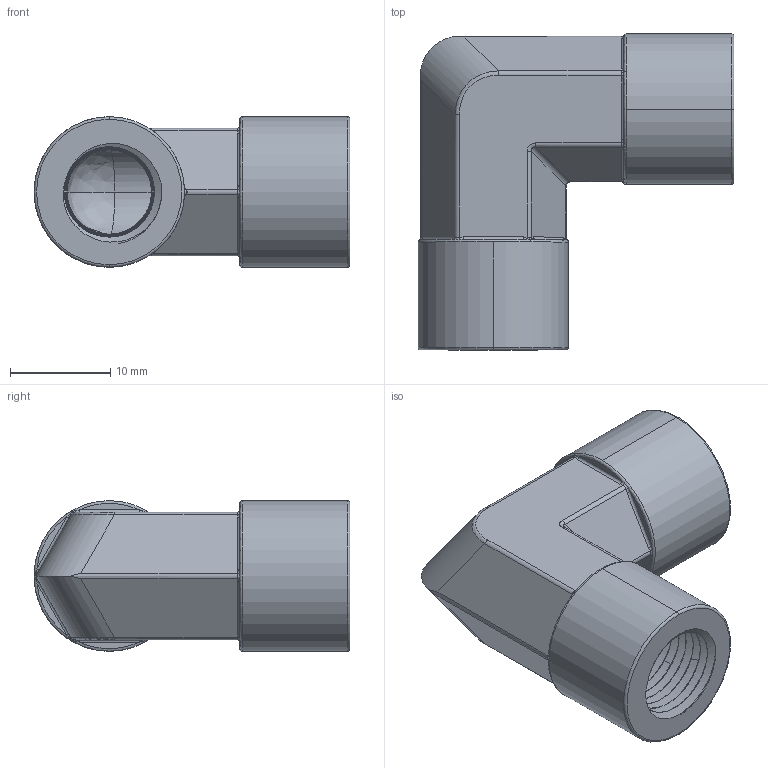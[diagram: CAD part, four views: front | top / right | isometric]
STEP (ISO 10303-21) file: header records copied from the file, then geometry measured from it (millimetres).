
FILE_DESCRIPTION((''),'2;1');
FILE_NAME('001_H-SLA_MASTER','2025-07-07T15:31:30',('Administrator'),(''),'CREO PARAMETRIC BY PTC INC, 2020414','CREO PARAMETRIC BY PTC INC, 2020414','');
FILE_SCHEMA(('AUTOMOTIVE_DESIGN { 1 0 10303 214 1 1 1 1 }'));
Length unit declared in the file: millimetre
Products named in the file (1): 001_H-SLA_MASTER
Bounding box: 31.5 x 31.5 x 15 mm (x, y, z)
Volume: 4301.2 mm3; surface area: 4307.8 mm2
Topology: 1 solids, 1 shells, 189 faces, 484 edges, 307 vertices
Faces by surface type: bspline 73, cylinder 40, cone 40, plane 28, torus 8
Entity records: 27497 total; most frequent: CARTESIAN_POINT 21958, ORIENTED_EDGE 950, DIRECTION 605, PRESENTATION_STYLE_ASSIGNMENT 486, STYLED_ITEM 486, CURVE_STYLE 485, EDGE_CURVE 475, VERTEX_POINT 288
